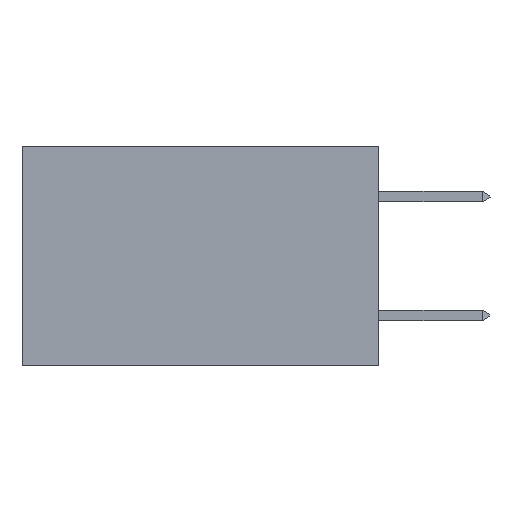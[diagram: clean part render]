
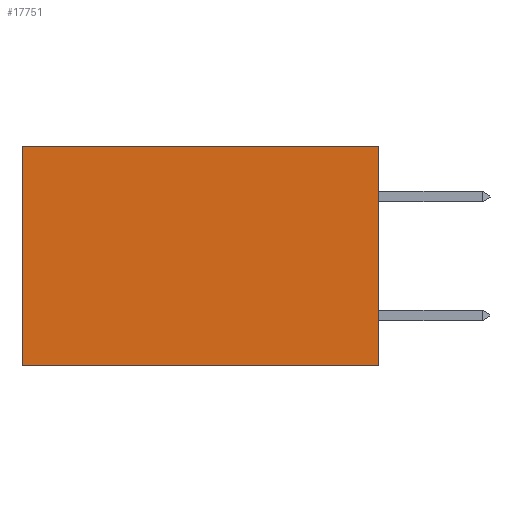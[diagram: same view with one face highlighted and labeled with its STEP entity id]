
A CAD part, left-side view. The second image highlights one B-rep face of the part: STEP entity #17751.
In plain terms, the highlighted planar face has unit normal (-1, 0, 0).
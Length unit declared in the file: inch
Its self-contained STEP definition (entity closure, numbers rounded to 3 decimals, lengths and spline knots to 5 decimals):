
#445 = DIRECTION ( 'NONE',  ( 0., 0., -1. ) ) ;
#2515 = VECTOR ( 'NONE', #6014, 39.37008 ) ;
#4495 = DIRECTION ( 'NONE',  ( 1., 0., 0. ) ) ;
#5360 = VECTOR ( 'NONE', #445, 39.37008 ) ;
#5437 = VERTEX_POINT ( 'NONE', #6657 ) ;
#6014 = DIRECTION ( 'NONE',  ( 0., 1., 0. ) ) ;
#6111 = ORIENTED_EDGE ( 'NONE', *, *, #19935, .T. ) ;
#6657 = CARTESIAN_POINT ( 'NONE',  ( 0.2615, 0., 0. ) ) ;
#6822 = EDGE_LOOP ( 'NONE', ( #12481, #13217, #13567, #6111 ) ) ;
#7073 = VERTEX_POINT ( 'NONE', #18481 ) ;
#9030 = CARTESIAN_POINT ( 'NONE',  ( 0.2615, 0.6, 0. ) ) ;
#9545 = CARTESIAN_POINT ( 'NONE',  ( 0.2615, 0., -0.37 ) ) ;
#9676 = VERTEX_POINT ( 'NONE', #18501 ) ;
#10487 = EDGE_CURVE ( 'NONE', #5437, #7073, #20143, .T. ) ;
#10953 = LINE ( 'NONE', #19431, #5360 ) ;
#12481 = ORIENTED_EDGE ( 'NONE', *, *, #19593, .T. ) ;
#13217 = ORIENTED_EDGE ( 'NONE', *, *, #14626, .F. ) ;
#13567 = ORIENTED_EDGE ( 'NONE', *, *, #10487, .F. ) ;
#14492 = VERTEX_POINT ( 'NONE', #9030 ) ;
#14556 = CARTESIAN_POINT ( 'NONE',  ( 0.2615, 0., -0.37 ) ) ;
#14626 = EDGE_CURVE ( 'NONE', #7073, #9676, #16814, .T. ) ;
#14794 = PLANE ( 'NONE',  #19646 ) ;
#15117 = CARTESIAN_POINT ( 'NONE',  ( 0.2615, 0., 0. ) ) ;
#16526 = DIRECTION ( 'NONE',  ( 0., 0., -1. ) ) ;
#16814 = LINE ( 'NONE', #14556, #2515 ) ;
#17161 = VECTOR ( 'NONE', #20162, 39.37008 ) ;
#17200 = CARTESIAN_POINT ( 'NONE',  ( 0.2615, 0., -0.37 ) ) ;
#17697 = LINE ( 'NONE', #15117, #17161 ) ;
#17751 = ADVANCED_FACE ( 'NONE', ( #20401 ), #14794, .F. ) ;
#18481 = CARTESIAN_POINT ( 'NONE',  ( 0.2615, 0., -0.37 ) ) ;
#18501 = CARTESIAN_POINT ( 'NONE',  ( 0.2615, 0.6, -0.37 ) ) ;
#18907 = DIRECTION ( 'NONE',  ( 0., 0., -1. ) ) ;
#19431 = CARTESIAN_POINT ( 'NONE',  ( 0.2615, 0.6, -0.37 ) ) ;
#19593 = EDGE_CURVE ( 'NONE', #14492, #9676, #10953, .T. ) ;
#19617 = VECTOR ( 'NONE', #18907, 39.37008 ) ;
#19646 = AXIS2_PLACEMENT_3D ( 'NONE', #9545, #4495, #16526 ) ;
#19935 = EDGE_CURVE ( 'NONE', #5437, #14492, #17697, .T. ) ;
#20143 = LINE ( 'NONE', #17200, #19617 ) ;
#20162 = DIRECTION ( 'NONE',  ( 0., 1., 0. ) ) ;
#20401 = FACE_OUTER_BOUND ( 'NONE', #6822, .T. ) ;
